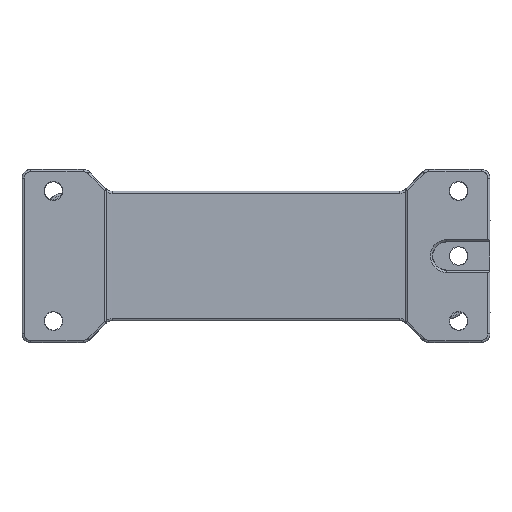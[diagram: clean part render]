
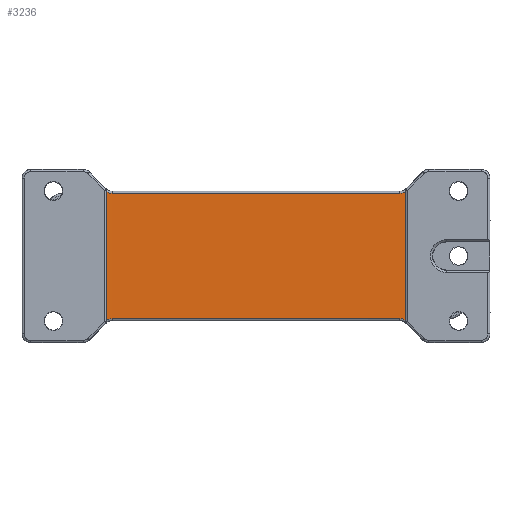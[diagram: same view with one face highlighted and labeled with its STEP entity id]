
A CAD part, front view. The second image highlights one B-rep face of the part: STEP entity #3236.
In plain terms, the highlighted planar face has unit normal (0, -1, 0).
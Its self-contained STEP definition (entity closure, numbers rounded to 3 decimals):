
#1580=FACE_OUTER_BOUND('',#7983,.T.);
#3236=ADVANCED_FACE('NONE',(#1580),#4162,.F.);
#4162=PLANE('',#22056);
#5187=LINE('',#34950,#6588);
#5188=LINE('',#34962,#6589);
#5231=LINE('',#35735,#6632);
#5232=LINE('',#35741,#6633);
#6588=VECTOR('',#25095,1.);
#6589=VECTOR('',#25098,1.);
#6632=VECTOR('',#25227,1.);
#6633=VECTOR('',#25228,1.);
#7983=EDGE_LOOP('',(#11756,#11757,#11758,#11759,#11760,#11761,#11762,#11763));
#11756=ORIENTED_EDGE('',*,*,#18725,.F.);
#11757=ORIENTED_EDGE('',*,*,#18654,.F.);
#11758=ORIENTED_EDGE('',*,*,#18795,.F.);
#11759=ORIENTED_EDGE('',*,*,#18796,.F.);
#11760=ORIENTED_EDGE('',*,*,#18797,.F.);
#11761=ORIENTED_EDGE('',*,*,#18657,.F.);
#11762=ORIENTED_EDGE('',*,*,#18722,.F.);
#11763=ORIENTED_EDGE('',*,*,#18798,.F.);
#16120=VERTEX_POINT('',#34949);
#16121=VERTEX_POINT('',#34951);
#16122=VERTEX_POINT('',#34961);
#16123=VERTEX_POINT('',#34963);
#16165=VERTEX_POINT('',#35290);
#16166=VERTEX_POINT('',#35304);
#16209=VERTEX_POINT('',#35734);
#16210=VERTEX_POINT('',#35736);
#18654=EDGE_CURVE('NONE',#16120,#16121,#5187,.T.);
#18657=EDGE_CURVE('NONE',#16122,#16123,#5188,.T.);
#18722=EDGE_CURVE('NONE',#16165,#16122,#20844,.T.);
#18725=EDGE_CURVE('NONE',#16121,#16166,#20847,.T.);
#18795=EDGE_CURVE('NONE',#16209,#16120,#20897,.T.);
#18796=EDGE_CURVE('NONE',#16210,#16209,#5231,.T.);
#18797=EDGE_CURVE('NONE',#16123,#16210,#20898,.T.);
#18798=EDGE_CURVE('NONE',#16166,#16165,#5232,.T.);
#20844=B_SPLINE_CURVE_WITH_KNOTS('',3,(#35291,#35292,#35293,#35294),
 .UNSPECIFIED.,.F.,.F.,(4,4),(0.,1.),.UNSPECIFIED.);
#20847=B_SPLINE_CURVE_WITH_KNOTS('',3,(#35318,#35319,#35320,#35321),
 .UNSPECIFIED.,.F.,.F.,(4,4),(0.,1.),.UNSPECIFIED.);
#20897=B_SPLINE_CURVE_WITH_KNOTS('',3,(#35730,#35731,#35732,#35733),
 .UNSPECIFIED.,.F.,.F.,(4,4),(0.,1.),.UNSPECIFIED.);
#20898=B_SPLINE_CURVE_WITH_KNOTS('',3,(#35737,#35738,#35739,#35740),
 .UNSPECIFIED.,.F.,.F.,(4,4),(0.,1.),.UNSPECIFIED.);
#22056=AXIS2_PLACEMENT_3D('',#35742,#25229,#25230);
#25095=DIRECTION('',(0.,0.,-1.));
#25098=DIRECTION('',(0.,0.,1.));
#25227=DIRECTION('',(1.,0.,0.));
#25228=DIRECTION('',(-1.,0.,0.));
#25229=DIRECTION('',(0.,1.,0.));
#25230=DIRECTION('',(0.,0.,1.));
#34949=CARTESIAN_POINT('',(176.983,1.297,-10.342));
#34950=CARTESIAN_POINT('',(176.983,1.3,-70.943));
#34951=CARTESIAN_POINT('',(176.983,1.297,-69.623));
#34961=CARTESIAN_POINT('',(38.983,1.297,-69.623));
#34962=CARTESIAN_POINT('',(38.983,1.3,-70.943));
#34963=CARTESIAN_POINT('',(38.983,1.297,-10.342));
#35290=CARTESIAN_POINT('',(41.554,1.3,-68.911));
#35291=CARTESIAN_POINT('',(41.554,1.3,-68.911));
#35292=CARTESIAN_POINT('',(40.654,1.293,-68.912));
#35293=CARTESIAN_POINT('',(39.755,1.291,-69.161));
#35294=CARTESIAN_POINT('',(38.983,1.294,-69.623));
#35304=CARTESIAN_POINT('',(174.412,1.3,-68.911));
#35318=CARTESIAN_POINT('',(176.983,1.294,-69.623));
#35319=CARTESIAN_POINT('',(176.21,1.291,-69.161));
#35320=CARTESIAN_POINT('',(175.312,1.293,-68.912));
#35321=CARTESIAN_POINT('',(174.412,1.3,-68.911));
#35730=CARTESIAN_POINT('',(174.412,1.3,-11.054));
#35731=CARTESIAN_POINT('',(175.312,1.293,-11.053));
#35732=CARTESIAN_POINT('',(176.21,1.291,-10.805));
#35733=CARTESIAN_POINT('',(176.983,1.294,-10.342));
#35734=CARTESIAN_POINT('',(174.412,1.3,-11.054));
#35735=CARTESIAN_POINT('',(176.983,1.3,-11.054));
#35736=CARTESIAN_POINT('',(41.554,1.3,-11.054));
#35737=CARTESIAN_POINT('',(38.983,1.294,-10.342));
#35738=CARTESIAN_POINT('',(39.755,1.291,-10.805));
#35739=CARTESIAN_POINT('',(40.654,1.293,-11.053));
#35740=CARTESIAN_POINT('',(41.554,1.3,-11.054));
#35741=CARTESIAN_POINT('',(177.366,1.3,-68.911));
#35742=CARTESIAN_POINT('',(176.983,1.3,-70.943));
